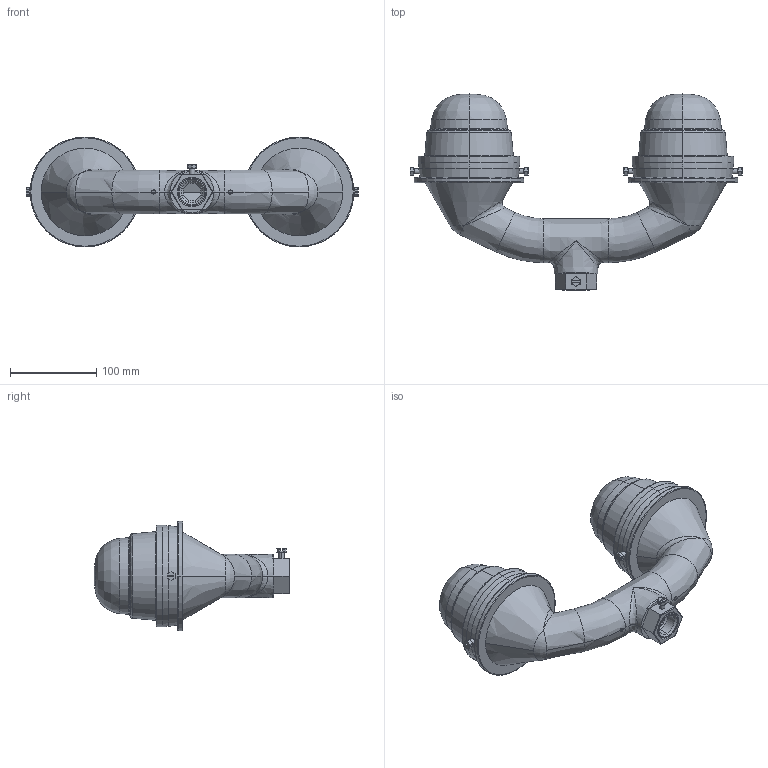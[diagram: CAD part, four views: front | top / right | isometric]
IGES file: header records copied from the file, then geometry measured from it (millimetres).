
Start section:  PTC IGES file: rto_series_dual.igs
Global section: file name: rto_series_dual.igs; native system: Pro/ENGINEER by Parametric Technology Corporation; preprocessor: 2008310; author: verdest; organization: Unknown; date: 20101014.154821; units: inch
Bounding box: 384.3 x 226.87 x 127 mm (x, y, z)
Surface area: 263281.2 mm2 (no closed solid volume)
Topology: 0 solids, 83 shells, 462 faces, 1543 edges, 1103 vertices
Faces by surface type: revolution 333, bspline 129
